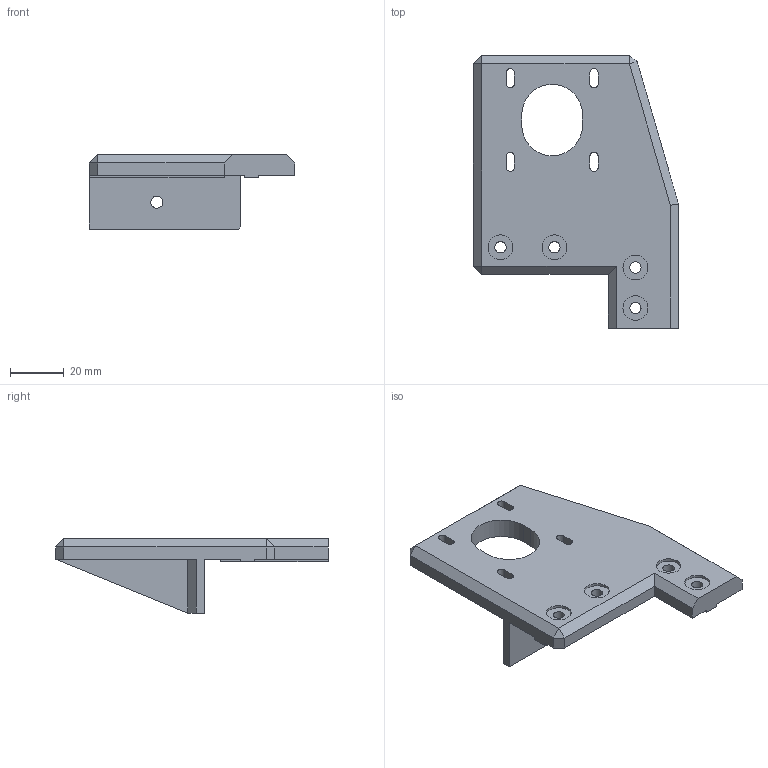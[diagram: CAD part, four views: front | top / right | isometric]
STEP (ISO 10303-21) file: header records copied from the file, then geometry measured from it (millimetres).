
FILE_DESCRIPTION(/* description */ (''),/* implementation_level */ '2;1');
FILE_NAME(/* name */ '5f0fb37a501a4d0fa627446d',/* time_stamp */ '2020-07-16T01:55:06+00:00',/* author */ (''),/* organization */ (''),/* preprocessor_version */ 'ST-DEVELOPER v16.7',/* originating_system */ $,/* authorisation */ $);
FILE_SCHEMA (('AUTOMOTIVE_DESIGN {1 0 10303 214 3 1 1}'));
Length unit declared in the file: metre
Products named in the file (1): CoreXYMotorPlateOutboardMotorMirrored
Bounding box: 76 x 101 x 27.5 mm (x, y, z)
Volume: 49905.7 mm3; surface area: 18349.5 mm2
Topology: 1 solids, 1 shells, 73 faces, 189 edges, 123 vertices
Faces by surface type: plane 53, cylinder 20
Full cylindrical faces by diameter (mm): 4.2 x4, 4.5 x1, 9.1 x1, 9.2 x4
Entity records: 2186 total; most frequent: CARTESIAN_POINT 366, DIRECTION 362, ORIENTED_EDGE 348, EDGE_CURVE 174, LINE 134, VECTOR 134, VERTEX_POINT 118, AXIS2_PLACEMENT_3D 114
